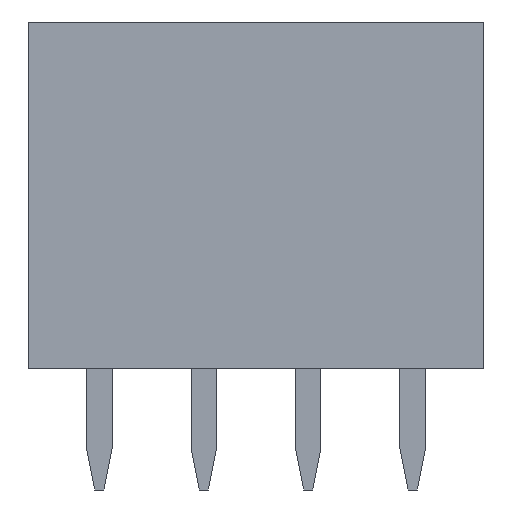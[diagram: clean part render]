
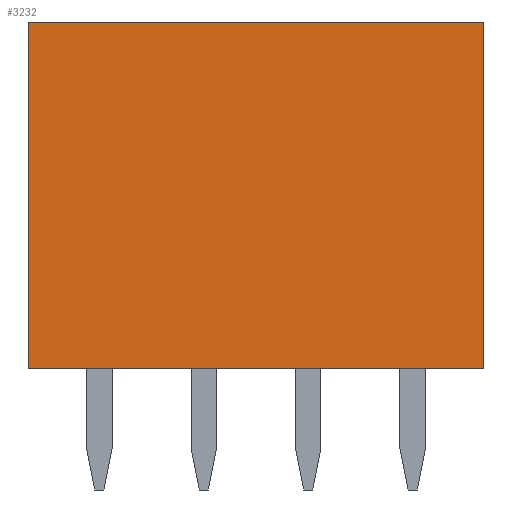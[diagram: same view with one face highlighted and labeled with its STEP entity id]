
A CAD part, front view. The second image highlights one B-rep face of the part: STEP entity #3232.
In plain terms, the highlighted planar face has unit normal (0, -1, 0).
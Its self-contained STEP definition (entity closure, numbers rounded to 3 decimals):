
#103=FACE_OUTER_BOUND('',#261,.T.);
#261=EDGE_LOOP('',(#2352,#2353,#2354,#2355));
#514=LINE('',#4597,#954);
#578=LINE('',#4724,#1018);
#581=LINE('',#4730,#1021);
#582=LINE('',#4731,#1022);
#954=VECTOR('',#3783,10.);
#1018=VECTOR('',#3891,10.);
#1021=VECTOR('',#3896,10.);
#1022=VECTOR('',#3897,10.);
#1336=VERTEX_POINT('',#4594);
#1337=VERTEX_POINT('',#4596);
#1378=VERTEX_POINT('',#4723);
#1380=VERTEX_POINT('',#4729);
#1682=EDGE_CURVE('',#1337,#1336,#514,.T.);
#1746=EDGE_CURVE('',#1378,#1337,#578,.T.);
#1749=EDGE_CURVE('',#1336,#1380,#581,.T.);
#1750=EDGE_CURVE('',#1380,#1378,#582,.T.);
#2352=ORIENTED_EDGE('',*,*,#1749,.T.);
#2353=ORIENTED_EDGE('',*,*,#1750,.T.);
#2354=ORIENTED_EDGE('',*,*,#1746,.T.);
#2355=ORIENTED_EDGE('',*,*,#1682,.T.);
#2911=PLANE('',#3414);
#3232=ADVANCED_FACE('',(#103),#2911,.T.);
#3414=AXIS2_PLACEMENT_3D('',#4728,#3894,#3895);
#3783=DIRECTION('',(0.,0.,1.));
#3891=DIRECTION('',(1.,0.,0.));
#3894=DIRECTION('center_axis',(0.,-1.,0.));
#3895=DIRECTION('ref_axis',(0.,0.,-1.));
#3896=DIRECTION('',(-1.,0.,0.));
#3897=DIRECTION('',(0.,0.,-1.));
#4594=CARTESIAN_POINT('',(1.725,-1.21,8.43));
#4596=CARTESIAN_POINT('',(1.725,-1.21,0.));
#4597=CARTESIAN_POINT('',(1.725,-1.21,0.));
#4723=CARTESIAN_POINT('',(-9.345,-1.21,0.));
#4724=CARTESIAN_POINT('',(-6.805,-1.21,0.));
#4728=CARTESIAN_POINT('Origin',(-7.62,-1.21,4.215));
#4729=CARTESIAN_POINT('',(-9.345,-1.21,8.43));
#4730=CARTESIAN_POINT('',(-5.895,-1.21,8.43));
#4731=CARTESIAN_POINT('',(-9.345,-1.21,8.43));
